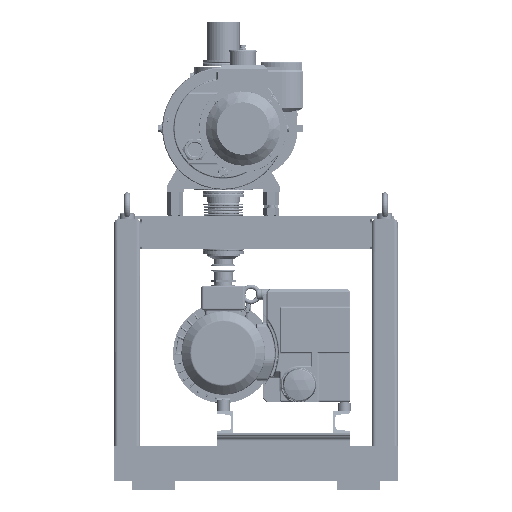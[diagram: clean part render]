
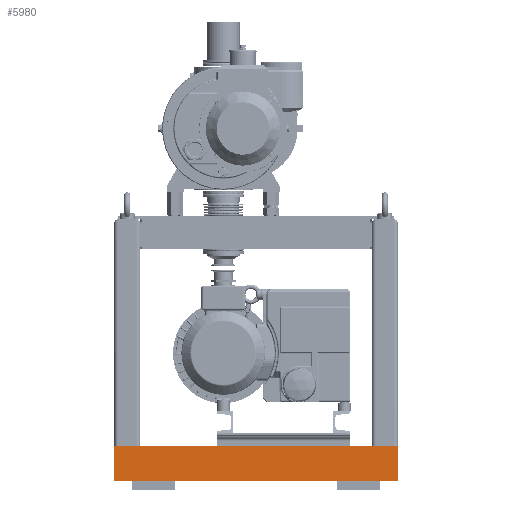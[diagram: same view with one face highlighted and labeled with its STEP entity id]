
A CAD part, left-side view. The second image highlights one B-rep face of the part: STEP entity #5980.
In plain terms, the highlighted face is planar.
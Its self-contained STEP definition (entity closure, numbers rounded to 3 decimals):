
#5924=CARTESIAN_POINT('',(60.5,-39.2,650.0));
#5925=VERTEX_POINT('',#5924);
#5932=CARTESIAN_POINT('',(60.5,-39.2,0.0));
#5933=VERTEX_POINT('',#5932);
#5934=CARTESIAN_POINT('',(60.5,-39.2,0.0));
#5935=DIRECTION('',(0.0,0.0,1.0));
#5936=VECTOR('',#5935,650.0);
#5937=LINE('',#5934,#5936);
#5938=EDGE_CURVE('',#5933,#5925,#5937,.T.);
#5950=CARTESIAN_POINT('',(60.5,-39.2,0.0));
#5951=DIRECTION('',(0.0,-1.0,0.0));
#5952=DIRECTION('',(0.0,0.0,-1.0));
#5953=AXIS2_PLACEMENT_3D('',#5950,#5951,#5952);
#5954=PLANE('',#5953);
#5955=CARTESIAN_POINT('',(-19.5,-39.2,650.0));
#5956=VERTEX_POINT('',#5955);
#5957=CARTESIAN_POINT('',(60.5,-39.2,650.0));
#5958=DIRECTION('',(-1.0,0.0,0.0));
#5959=VECTOR('',#5958,80.0);
#5960=LINE('',#5957,#5959);
#5961=EDGE_CURVE('',#5925,#5956,#5960,.T.);
#5962=ORIENTED_EDGE('',*,*,#5961,.T.);
#5963=CARTESIAN_POINT('',(-19.5,-39.2,0.));
#5964=VERTEX_POINT('',#5963);
#5965=CARTESIAN_POINT('',(-19.5,-39.2,0.));
#5966=DIRECTION('',(0.0,0.0,1.0));
#5967=VECTOR('',#5966,650.0);
#5968=LINE('',#5965,#5967);
#5969=EDGE_CURVE('',#5964,#5956,#5968,.T.);
#5970=ORIENTED_EDGE('',*,*,#5969,.F.);
#5971=CARTESIAN_POINT('',(60.5,-39.2,0.));
#5972=DIRECTION('',(-1.0,0.0,0.0));
#5973=VECTOR('',#5972,80.0);
#5974=LINE('',#5971,#5973);
#5975=EDGE_CURVE('',#5933,#5964,#5974,.T.);
#5976=ORIENTED_EDGE('',*,*,#5975,.F.);
#5977=ORIENTED_EDGE('',*,*,#5938,.T.);
#5978=EDGE_LOOP('',(#5962,#5970,#5976,#5977));
#5979=FACE_OUTER_BOUND('',#5978,.T.);
#5980=ADVANCED_FACE('',(#5979),#5954,.T.);
